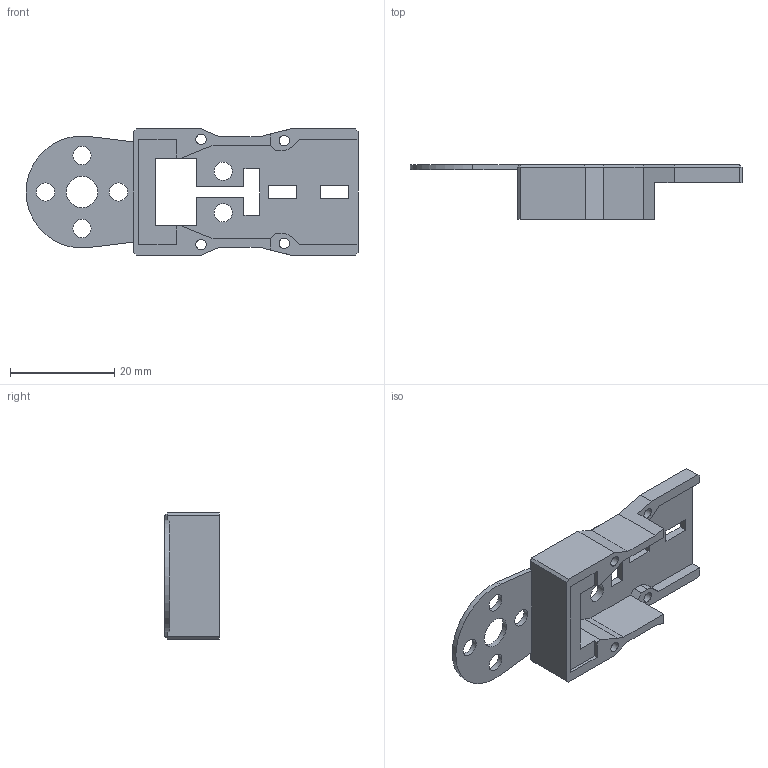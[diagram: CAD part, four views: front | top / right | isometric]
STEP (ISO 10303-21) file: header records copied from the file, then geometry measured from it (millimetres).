
FILE_DESCRIPTION(/* description */ (''),/* implementation_level */ '2;1');
FILE_NAME(/* name */ 'LegConnectorAdapterBottom.step',/* time_stamp */ '2023-02-27T21:21:11-06:00',/* author */ (''),/* organization */ (''),/* preprocessor_version */ 'ST-DEVELOPER v19.2',/* originating_system */ 'Autodesk Translation Framework v11.17.0.187',/* authorisation */ '');
FILE_SCHEMA (('AUTOMOTIVE_DESIGN { 1 0 10303 214 3 1 1 }'));
Length unit declared in the file: millimetre
Products named in the file (1): LegConnectorAdapterBottom
Bounding box: 63.75 x 10.5 x 24.2 mm (x, y, z)
Volume: 3759.1 mm3; surface area: 4278.1 mm2
Topology: 1 solids, 1 shells, 97 faces, 266 edges, 170 vertices
Faces by surface type: plane 83, cylinder 14
Full cylindrical faces by diameter (mm): 2 x4, 3.5 x6, 6 x1
Entity records: 3101 total; most frequent: CARTESIAN_POINT 534, ORIENTED_EDGE 532, DIRECTION 490, EDGE_CURVE 266, LINE 238, VECTOR 238, VERTEX_POINT 170, AXIS2_PLACEMENT_3D 126
